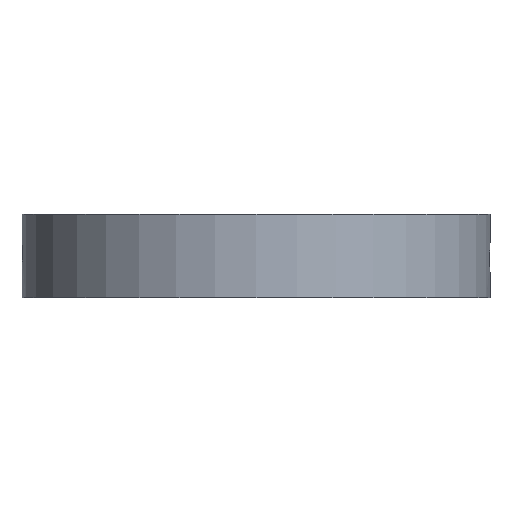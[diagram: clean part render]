
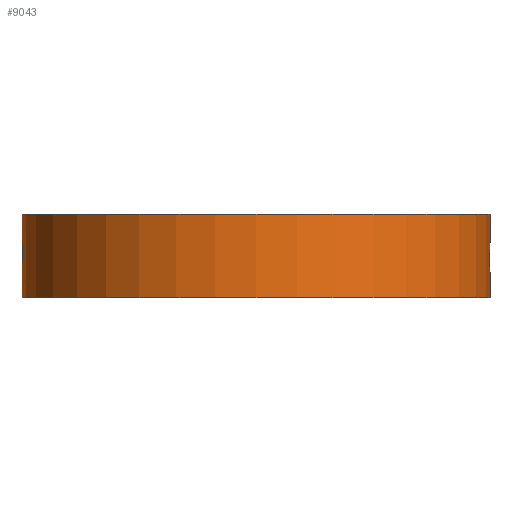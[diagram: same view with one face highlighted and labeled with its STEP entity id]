
A CAD part, front view. The second image highlights one B-rep face of the part: STEP entity #9043.
In plain terms, the highlighted cylindrical face has radius 14 mm (diameter 28 mm), a partial arc.
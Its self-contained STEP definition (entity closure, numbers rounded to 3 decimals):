
#2 = DIRECTION ( 'NONE',  ( 1., 0., 0. ) ) ;
#81 = ORIENTED_EDGE ( 'NONE', *, *, #7463, .T. ) ;
#351 = CARTESIAN_POINT ( 'NONE',  ( -13.998, -0.243, 3.467 ) ) ;
#390 = LINE ( 'NONE', #6603, #3652 ) ;
#567 = CARTESIAN_POINT ( 'NONE',  ( -13.986, -0.63, 3.258 ) ) ;
#618 = EDGE_CURVE ( 'NONE', #8634, #1885, #10116, .T. ) ;
#698 = CARTESIAN_POINT ( 'NONE',  ( 14., -0.12, 1.511 ) ) ;
#904 = ORIENTED_EDGE ( 'NONE', *, *, #2068, .F. ) ;
#941 = EDGE_LOOP ( 'NONE', ( #4776, #9146, #8143, #9609, #11288, #3102, #81, #10592, #2172, #7407, #904, #8625 ) ) ;
#1084 = VERTEX_POINT ( 'NONE', #9153 ) ;
#1382 = B_SPLINE_CURVE_WITH_KNOTS ( 'NONE', 3,
 ( #8898, #9650, #10629, #1688, #1572, #3603 ),
 .UNSPECIFIED., .F., .F.,
 ( 4, 2, 4 ),
 ( 0., 0., 0.001 ),
 .UNSPECIFIED. ) ;
#1572 = CARTESIAN_POINT ( 'NONE',  ( -13.993, -0.452, 1.833 ) ) ;
#1688 = CARTESIAN_POINT ( 'NONE',  ( -13.995, -0.369, 1.784 ) ) ;
#1772 = CARTESIAN_POINT ( 'NONE',  ( 14., 0., 3.3 ) ) ;
#1865 = CARTESIAN_POINT ( 'NONE',  ( 0., 0., 0. ) ) ;
#1885 = VERTEX_POINT ( 'NONE', #10717 ) ;
#1939 = VERTEX_POINT ( 'NONE', #4329 ) ;
#2068 = EDGE_CURVE ( 'NONE', #1084, #2689, #9278, .T. ) ;
#2141 = CARTESIAN_POINT ( 'NONE',  ( 0., 0., 5. ) ) ;
#2150 = DIRECTION ( 'NONE',  ( 0., 0., -1. ) ) ;
#2172 = ORIENTED_EDGE ( 'NONE', *, *, #618, .F. ) ;
#2203 = B_SPLINE_CURVE_WITH_KNOTS ( 'NONE', 3,
 ( #5805, #351, #5860, #9420 ),
 .UNSPECIFIED., .F., .F.,
 ( 4, 4 ),
 ( 0., 0. ),
 .UNSPECIFIED. ) ;
#2205 = CARTESIAN_POINT ( 'NONE',  ( 14., 0., 5. ) ) ;
#2307 = CARTESIAN_POINT ( 'NONE',  ( -13.976, -0.827, 3.01 ) ) ;
#2367 = CARTESIAN_POINT ( 'NONE',  ( -13.99, -0.524, 1.895 ) ) ;
#2472 = CARTESIAN_POINT ( 'NONE',  ( 13.992, -0.502, 1.643 ) ) ;
#2497 = CARTESIAN_POINT ( 'NONE',  ( 13.995, -0.357, 1.577 ) ) ;
#2511 = VERTEX_POINT ( 'NONE', #1772 ) ;
#2663 = CARTESIAN_POINT ( 'NONE',  ( 13.993, -0.452, 3.167 ) ) ;
#2689 = VERTEX_POINT ( 'NONE', #10213 ) ;
#2814 = CARTESIAN_POINT ( 'NONE',  ( 14., 0., 5. ) ) ;
#2818 = VECTOR ( 'NONE', #2150, 1000. ) ;
#2925 = VERTEX_POINT ( 'NONE', #5202 ) ;
#3102 = ORIENTED_EDGE ( 'NONE', *, *, #6470, .F. ) ;
#3127 = CARTESIAN_POINT ( 'NONE',  ( -13.971, -0.91, 2.384 ) ) ;
#3210 = AXIS2_PLACEMENT_3D ( 'NONE', #2141, #5677, #9073 ) ;
#3231 = CARTESIAN_POINT ( 'NONE',  ( 13.976, -0.827, 1.99 ) ) ;
#3348 = CARTESIAN_POINT ( 'NONE',  ( 13.971, -0.91, 2.616 ) ) ;
#3385 = VERTEX_POINT ( 'NONE', #10777 ) ;
#3410 = CARTESIAN_POINT ( 'NONE',  ( 14., -0.096, 3.3 ) ) ;
#3427 = DIRECTION ( 'NONE',  ( 0., 0., -1. ) ) ;
#3462 = CARTESIAN_POINT ( 'NONE',  ( 13.995, -0.357, 1.577 ) ) ;
#3603 = CARTESIAN_POINT ( 'NONE',  ( -13.99, -0.524, 1.895 ) ) ;
#3652 = VECTOR ( 'NONE', #4098, 1000. ) ;
#3830 = CARTESIAN_POINT ( 'NONE',  ( -14., 0., 5. ) ) ;
#3911 = EDGE_CURVE ( 'NONE', #2689, #8634, #10112, .T. ) ;
#3991 = EDGE_CURVE ( 'NONE', #2925, #1885, #5600, .T. ) ;
#4098 = DIRECTION ( 'NONE',  ( 0., 0., -1. ) ) ;
#4222 = CARTESIAN_POINT ( 'NONE',  ( 13.995, -0.369, 3.216 ) ) ;
#4247 = CARTESIAN_POINT ( 'NONE',  ( -13.995, -0.357, 3.423 ) ) ;
#4310 = CIRCLE ( 'NONE', #10818, 14. ) ;
#4329 = CARTESIAN_POINT ( 'NONE',  ( -14., 0., 3.489 ) ) ;
#4765 = EDGE_CURVE ( 'NONE', #5804, #1939, #2203, .T. ) ;
#4776 = ORIENTED_EDGE ( 'NONE', *, *, #6608, .F. ) ;
#4870 = CARTESIAN_POINT ( 'NONE',  ( -13.992, -0.502, 3.357 ) ) ;
#4976 = CARTESIAN_POINT ( 'NONE',  ( 13.985, -0.661, 3.023 ) ) ;
#5108 = VECTOR ( 'NONE', #3427, 1000. ) ;
#5202 = CARTESIAN_POINT ( 'NONE',  ( -14., 0., 0. ) ) ;
#5600 = CIRCLE ( 'NONE', #9509, 14. ) ;
#5677 = DIRECTION ( 'NONE',  ( 0., 0., -1. ) ) ;
#5798 = CARTESIAN_POINT ( 'NONE',  ( -13.985, -0.661, 1.977 ) ) ;
#5804 = VERTEX_POINT ( 'NONE', #4247 ) ;
#5805 = CARTESIAN_POINT ( 'NONE',  ( -13.995, -0.357, 3.423 ) ) ;
#5860 = CARTESIAN_POINT ( 'NONE',  ( -14., -0.12, 3.489 ) ) ;
#5861 = VECTOR ( 'NONE', #8113, 1000. ) ;
#5904 = CARTESIAN_POINT ( 'NONE',  ( 13.969, -0.937, 2.453 ) ) ;
#6470 = EDGE_CURVE ( 'NONE', #3385, #9213, #1382, .T. ) ;
#6483 = EDGE_CURVE ( 'NONE', #6755, #8569, #4310, .T. ) ;
#6560 = CARTESIAN_POINT ( 'NONE',  ( -13.969, -0.937, 2.547 ) ) ;
#6603 = CARTESIAN_POINT ( 'NONE',  ( -14., 0., 5. ) ) ;
#6608 = EDGE_CURVE ( 'NONE', #8569, #2511, #9766, .T. ) ;
#6668 = CARTESIAN_POINT ( 'NONE',  ( -13.99, -0.524, 1.895 ) ) ;
#6755 = VERTEX_POINT ( 'NONE', #3830 ) ;
#6832 = CARTESIAN_POINT ( 'NONE',  ( 13.979, -0.77, 2.902 ) ) ;
#6973 = EDGE_CURVE ( 'NONE', #9213, #5804, #7326, .T. ) ;
#7070 = CARTESIAN_POINT ( 'NONE',  ( 13.99, -0.524, 3.105 ) ) ;
#7267 = DIRECTION ( 'NONE',  ( 1., 0., 0. ) ) ;
#7311 = EDGE_CURVE ( 'NONE', #1084, #2511, #7469, .T. ) ;
#7326 = B_SPLINE_CURVE_WITH_KNOTS ( 'NONE', 3,
 ( #2367, #5798, #10326, #3127, #6560, #10273, #2307, #567, #4870, #7543 ),
 .UNSPECIFIED., .F., .F.,
 ( 4, 2, 2, 2, 4 ),
 ( 0., 0., 0.001, 0.001, 0.002 ),
 .UNSPECIFIED. ) ;
#7407 = ORIENTED_EDGE ( 'NONE', *, *, #3911, .F. ) ;
#7463 = EDGE_CURVE ( 'NONE', #3385, #2925, #9051, .T. ) ;
#7469 = B_SPLINE_CURVE_WITH_KNOTS ( 'NONE', 3,
 ( #7070, #2663, #4222, #10617, #3410, #10553 ),
 .UNSPECIFIED., .F., .F.,
 ( 4, 2, 4 ),
 ( 0.004, 0.005, 0.005 ),
 .UNSPECIFIED. ) ;
#7543 = CARTESIAN_POINT ( 'NONE',  ( -13.995, -0.357, 3.423 ) ) ;
#7647 = CARTESIAN_POINT ( 'NONE',  ( 13.986, -0.63, 1.742 ) ) ;
#7676 = CARTESIAN_POINT ( 'NONE',  ( 13.998, -0.243, 1.533 ) ) ;
#7763 = CARTESIAN_POINT ( 'NONE',  ( 13.99, -0.524, 3.105 ) ) ;
#7902 = DIRECTION ( 'NONE',  ( 0., 0., 1. ) ) ;
#8016 = CARTESIAN_POINT ( 'NONE',  ( 0., 0., 5. ) ) ;
#8022 = DIRECTION ( 'NONE',  ( 0., 0., 1. ) ) ;
#8055 = CARTESIAN_POINT ( 'NONE',  ( -14., 0., 5. ) ) ;
#8113 = DIRECTION ( 'NONE',  ( 0., 0., -1. ) ) ;
#8143 = ORIENTED_EDGE ( 'NONE', *, *, #8255, .T. ) ;
#8255 = EDGE_CURVE ( 'NONE', #6755, #1939, #390, .T. ) ;
#8569 = VERTEX_POINT ( 'NONE', #2814 ) ;
#8625 = ORIENTED_EDGE ( 'NONE', *, *, #7311, .T. ) ;
#8634 = VERTEX_POINT ( 'NONE', #10997 ) ;
#8898 = CARTESIAN_POINT ( 'NONE',  ( -14., 0., 1.7 ) ) ;
#9043 = ADVANCED_FACE ( 'NONE', ( #10105 ), #10917, .T. ) ;
#9051 = LINE ( 'NONE', #8055, #5861 ) ;
#9073 = DIRECTION ( 'NONE',  ( -1., 0., 0. ) ) ;
#9146 = ORIENTED_EDGE ( 'NONE', *, *, #6483, .F. ) ;
#9153 = CARTESIAN_POINT ( 'NONE',  ( 13.99, -0.524, 3.105 ) ) ;
#9213 = VERTEX_POINT ( 'NONE', #6668 ) ;
#9278 = B_SPLINE_CURVE_WITH_KNOTS ( 'NONE', 3,
 ( #7763, #4976, #6832, #3348, #5904, #10427, #3231, #7647, #2472, #3462 ),
 .UNSPECIFIED., .F., .F.,
 ( 4, 2, 2, 2, 4 ),
 ( 0., 0., 0.001, 0.001, 0.002 ),
 .UNSPECIFIED. ) ;
#9420 = CARTESIAN_POINT ( 'NONE',  ( -14., 0., 3.489 ) ) ;
#9509 = AXIS2_PLACEMENT_3D ( 'NONE', #1865, #8022, #7267 ) ;
#9597 = CARTESIAN_POINT ( 'NONE',  ( 14., 0., 1.511 ) ) ;
#9609 = ORIENTED_EDGE ( 'NONE', *, *, #4765, .F. ) ;
#9650 = CARTESIAN_POINT ( 'NONE',  ( -14., -0.096, 1.7 ) ) ;
#9766 = LINE ( 'NONE', #11393, #5108 ) ;
#10105 = FACE_OUTER_BOUND ( 'NONE', #941, .T. ) ;
#10112 = B_SPLINE_CURVE_WITH_KNOTS ( 'NONE', 3,
 ( #2497, #7676, #698, #9597 ),
 .UNSPECIFIED., .F., .F.,
 ( 4, 4 ),
 ( 0., 0. ),
 .UNSPECIFIED. ) ;
#10116 = LINE ( 'NONE', #2205, #2818 ) ;
#10213 = CARTESIAN_POINT ( 'NONE',  ( 13.995, -0.357, 1.577 ) ) ;
#10273 = CARTESIAN_POINT ( 'NONE',  ( -13.971, -0.896, 2.86 ) ) ;
#10326 = CARTESIAN_POINT ( 'NONE',  ( -13.979, -0.77, 2.098 ) ) ;
#10427 = CARTESIAN_POINT ( 'NONE',  ( 13.971, -0.896, 2.14 ) ) ;
#10553 = CARTESIAN_POINT ( 'NONE',  ( 14., 0., 3.3 ) ) ;
#10592 = ORIENTED_EDGE ( 'NONE', *, *, #3991, .T. ) ;
#10617 = CARTESIAN_POINT ( 'NONE',  ( 13.999, -0.191, 3.282 ) ) ;
#10629 = CARTESIAN_POINT ( 'NONE',  ( -13.999, -0.19, 1.717 ) ) ;
#10717 = CARTESIAN_POINT ( 'NONE',  ( 14., 0., 0. ) ) ;
#10777 = CARTESIAN_POINT ( 'NONE',  ( -14., 0., 1.7 ) ) ;
#10818 = AXIS2_PLACEMENT_3D ( 'NONE', #8016, #7902, #2 ) ;
#10917 = CYLINDRICAL_SURFACE ( 'NONE', #3210, 14. ) ;
#10997 = CARTESIAN_POINT ( 'NONE',  ( 14., 0., 1.511 ) ) ;
#11288 = ORIENTED_EDGE ( 'NONE', *, *, #6973, .F. ) ;
#11393 = CARTESIAN_POINT ( 'NONE',  ( 14., 0., 5. ) ) ;
